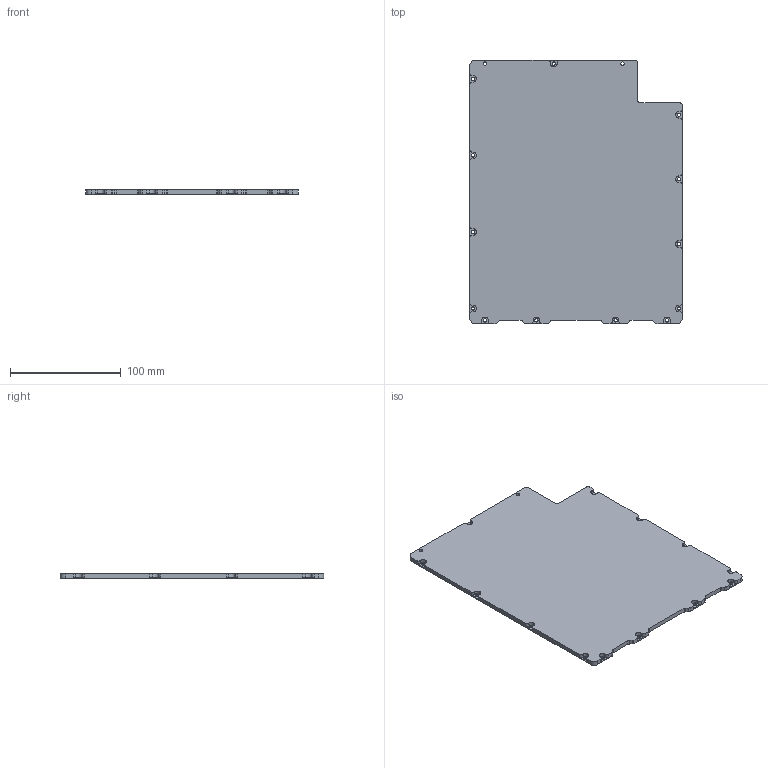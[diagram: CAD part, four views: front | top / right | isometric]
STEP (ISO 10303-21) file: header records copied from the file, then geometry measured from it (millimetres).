
FILE_DESCRIPTION(/* description */ (''),/* implementation_level */ '2;1');
FILE_NAME(/* name */ 'ALU_printbed.step',/* time_stamp */ '2019-12-09T11:59:48+01:00',/* author */ (''),/* organization */ (''),/* preprocessor_version */ 'ST-DEVELOPER v18',/* originating_system */ 'Autodesk Translation Framework v8.12.0.6',/* authorisation */ '');
FILE_SCHEMA (('AUTOMOTIVE_DESIGN { 1 0 10303 214 3 1 1 }'));
Length unit declared in the file: millimetre
Products named in the file (1): ALU_printbed
Bounding box: 192 x 238 x 4 mm (x, y, z)
Volume: 166290.6 mm3; surface area: 93412 mm2
Topology: 1 solids, 1 shells, 159 faces, 429 edges, 286 vertices
Faces by surface type: cylinder 86, plane 73
Full cylindrical faces by diameter (mm): 3 x15, 15.2 x14
Entity records: 5148 total; most frequent: DIRECTION 921, CARTESIAN_POINT 875, ORIENTED_EDGE 858, EDGE_CURVE 429, AXIS2_PLACEMENT_3D 332, VERTEX_POINT 286, LINE 257, VECTOR 257
